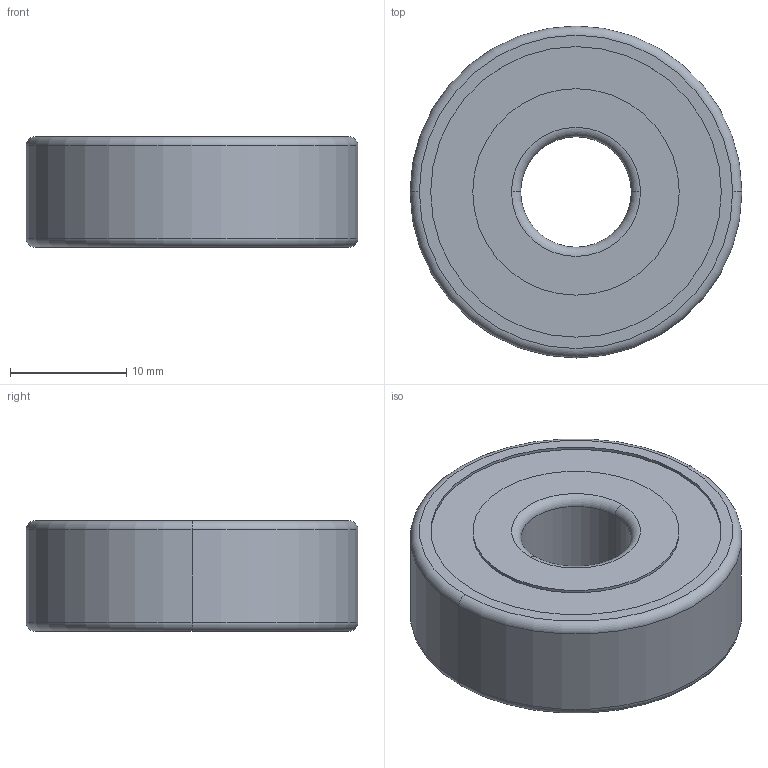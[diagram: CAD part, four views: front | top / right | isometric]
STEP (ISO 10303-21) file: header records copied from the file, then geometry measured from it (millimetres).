
FILE_DESCRIPTION (( 'STEP AP203' ), '1' );
FILE_NAME ('am-0209 375in ID 1125in OD Shielded Bearing 1614ZZ.STEP', '2022-06-30T15:43:50', ( '' ), ( '' ), 'SwSTEP 2.0', 'SolidWorks 2022', '' );
FILE_SCHEMA (( 'CONFIG_CONTROL_DESIGN' ));
Length unit declared in the file: inch
Products named in the file (1): am-0209 375in ID 1125in OD Shielded Bearing 1614ZZ
Bounding box: 28.57 x 28.57 x 9.53 mm (x, y, z)
Volume: 5273.7 mm3; surface area: 2266.9 mm2
Topology: 1 solids, 1 shells, 26 faces, 52 edges, 32 vertices
Faces by surface type: cylinder 12, torus 8, plane 6
Entity records: 775 total; most frequent: DIRECTION 146, CARTESIAN_POINT 111, ORIENTED_EDGE 104, AXIS2_PLACEMENT_3D 67, EDGE_CURVE 52, CIRCLE 40, EDGE_LOOP 32, VERTEX_POINT 32
